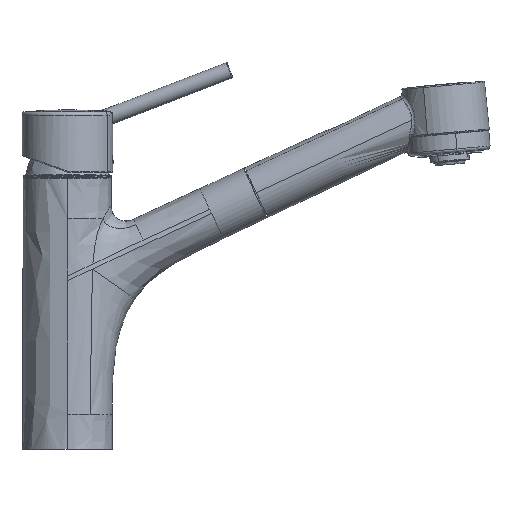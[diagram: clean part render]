
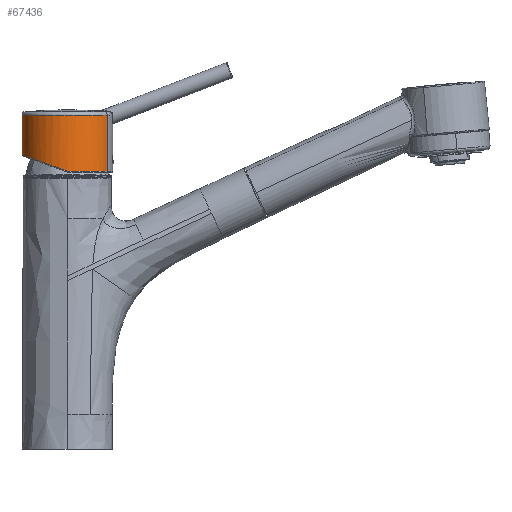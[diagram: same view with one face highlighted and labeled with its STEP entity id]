
A CAD part, front view. The second image highlights one B-rep face of the part: STEP entity #67436.
In plain terms, the highlighted cylindrical face has radius 26.25 mm (diameter 52.5 mm), a partial arc.
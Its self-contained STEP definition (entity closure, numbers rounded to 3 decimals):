
#64971=CARTESIAN_POINT(' ',(-23.037,12.585,33.012));
#64972=VERTEX_POINT(' ',#64971);
#64986=CARTESIAN_POINT(' ',(0.,0.,33.012));
#64991=DIRECTION(' ',(0.,0.,-1.));
#64996=DIRECTION(' ',(0.878,-0.479,0.));
#65001=AXIS2_PLACEMENT_3D(' ',#64986,#64991,#64996);
#65006=CIRCLE('',#65001,26.25);
#65011=CARTESIAN_POINT(' ',(23.037,-12.585,33.012));
#65012=VERTEX_POINT(' ',#65011);
#65016=EDGE_CURVE(' ',#65012,#64972,#65006,.T.);
#67151=CARTESIAN_POINT(' ',(0.,0.,18.));
#67156=DIRECTION(' ',(0.,0.,-1.));
#67161=DIRECTION(' ',(0.878,-0.479,0.));
#67166=AXIS2_PLACEMENT_3D(' ',#67151,#67156,#67161);
#67171=CYLINDRICAL_SURFACE(' ',#67166,26.25);
#67176=CARTESIAN_POINT(' ',(23.037,-12.585,33.012));
#67181=DIRECTION(' ',(0.,0.,-1.));
#67186=VECTOR(' ',#67181,1.);
#67191=LINE('',#67176,#67186);
#67196=CARTESIAN_POINT(' ',(23.037,-12.585,0.5));
#67197=VERTEX_POINT(' ',#67196);
#67201=EDGE_CURVE(' ',#65012,#67197,#67191,.T.);
#67206=ORIENTED_EDGE(' ',*,*,#67201,.F.);
#67211=ORIENTED_EDGE(' ',*,*,#65016,.T.);
#67216=CARTESIAN_POINT(' ',(-23.037,12.585,33.012));
#67221=DIRECTION(' ',(0.,0.,-1.));
#67226=VECTOR(' ',#67221,1.);
#67231=LINE('',#67216,#67226);
#67236=CARTESIAN_POINT(' ',(-23.037,12.585,8.757));
#67237=VERTEX_POINT(' ',#67236);
#67241=EDGE_CURVE(' ',#64972,#67237,#67231,.T.);
#67246=ORIENTED_EDGE(' ',*,*,#67241,.T.);
#67251=CARTESIAN_POINT(' ',(0.005,-26.25,0.53));
#67256=CARTESIAN_POINT(' ',(-3.619,-26.251,1.824));
#67261=CARTESIAN_POINT(' ',(-7.245,-25.495,3.119));
#67266=CARTESIAN_POINT(' ',(-13.383,-22.787,5.31));
#67271=CARTESIAN_POINT(' ',(-15.979,-21.057,6.237));
#67276=CARTESIAN_POINT(' ',(-20.082,-17.103,7.702));
#67281=CARTESIAN_POINT(' ',(-21.696,-15.01,8.278));
#67286=CARTESIAN_POINT(' ',(-24.034,-10.781,9.113));
#67291=CARTESIAN_POINT(' ',(-24.861,-8.711,9.408));
#67296=CARTESIAN_POINT(' ',(-26.083,-3.982,9.845));
#67301=CARTESIAN_POINT(' ',(-26.355,-1.287,9.942));
#67306=CARTESIAN_POINT(' ',(-26.072,4.056,9.841));
#67311=CARTESIAN_POINT(' ',(-25.519,6.7,9.643));
#67316=CARTESIAN_POINT(' ',(-24.152,10.358,9.155));
#67321=CARTESIAN_POINT(' ',(-23.633,11.494,8.97));
#67326=CARTESIAN_POINT(' ',(-23.037,12.585,8.757));
#67331=B_SPLINE_CURVE_WITH_KNOTS('',3,(#67251,#67256,#67261,#67266,#67271,#67276,#67281,#67286,#67291,#67296,#67301,#67306,#67311,#67316,#67321,#67326),.UNSPECIFIED.,.F.,.U.,(4,2,2,2,2,2,2,4),(0.,0.207,0.38,0.524,0.644,0.788,0.932,1.),.UNSPECIFIED.);
#67336=CARTESIAN_POINT(' ',(0.005,-26.25,0.53));
#67337=VERTEX_POINT(' ',#67336);
#67341=EDGE_CURVE(' ',#67337,#67237,#67331,.T.);
#67346=ORIENTED_EDGE(' ',*,*,#67341,.F.);
#67351=CARTESIAN_POINT(' ',(0.179,-26.24,1.018));
#67356=DIRECTION(' ',(-0.007,1.,-0.019));
#67361=DIRECTION(' ',(0.,-0.019,-1.));
#67366=AXIS2_PLACEMENT_3D(' ',#67351,#67356,#67361);
#67371=CIRCLE('',#67366,0.518);
#67376=CARTESIAN_POINT(' ',(0.18,-26.249,0.5));
#67377=VERTEX_POINT(' ',#67376);
#67381=EDGE_CURVE(' ',#67377,#67337,#67371,.T.);
#67386=ORIENTED_EDGE(' ',*,*,#67381,.F.);
#67391=CARTESIAN_POINT(' ',(0.,0.,0.5));
#67396=DIRECTION(' ',(0.,0.,-1.));
#67401=DIRECTION(' ',(0.878,-0.479,0.));
#67406=AXIS2_PLACEMENT_3D(' ',#67391,#67396,#67401);
#67411=CIRCLE('',#67406,26.25);
#67416=EDGE_CURVE(' ',#67197,#67377,#67411,.T.);
#67421=ORIENTED_EDGE(' ',*,*,#67416,.F.);
#67426=EDGE_LOOP(' ',(#67206,#67211,#67246,#67346,#67386,#67421));
#67431=FACE_OUTER_BOUND(' ',#67426,.T.);
#67436=ADVANCED_FACE('',(#67431),#67171,.T.);
